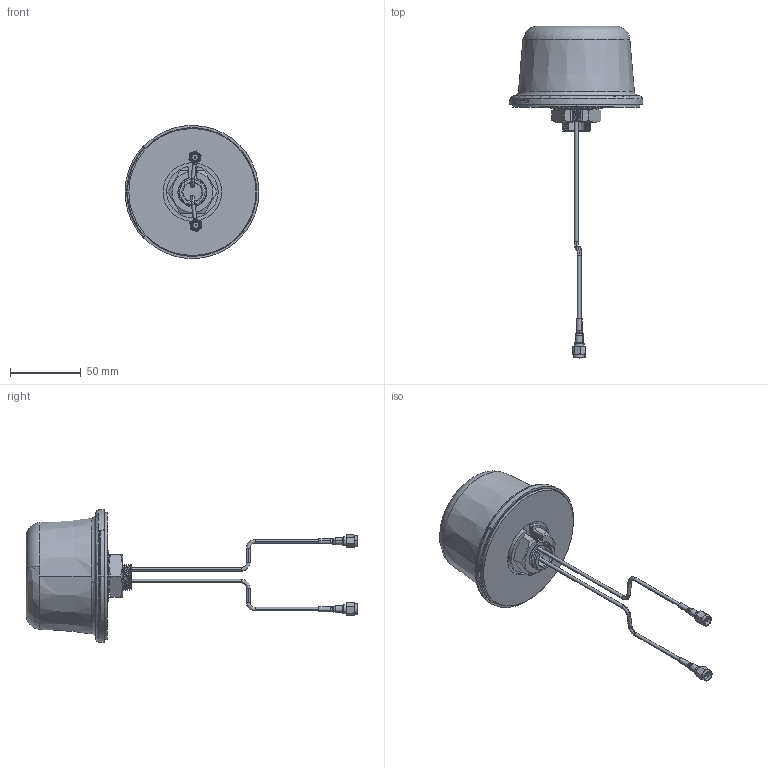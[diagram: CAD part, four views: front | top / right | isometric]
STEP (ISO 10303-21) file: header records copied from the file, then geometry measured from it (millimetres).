
FILE_DESCRIPTION (( 'STEP AP214' ), '1' );
FILE_NAME ('MA841.A.BI.002_Web.STEP', '2024-02-06T10:12:17', ( '' ), ( '' ), 'SwSTEP 2.0', 'SolidWorks 2022', '' );
FILE_SCHEMA (( 'AUTOMOTIVE_DESIGN' ));
Length unit declared in the file: millimetre
Products named in the file (1): MA841.A.BI.002_Web
Bounding box: 94.85 x 235.11 x 94.3 mm (x, y, z)
Surface area: 41058.8 mm2 (no closed solid volume)
Topology: 0 solids, 13 shells, 254 faces, 772 edges, 527 vertices
Faces by surface type: cylinder 84, plane 53, torus 47, cone 44, bspline 24, sphere 2
Entity records: 27935 total; most frequent: CARTESIAN_POINT 18865, ORIENTED_EDGE 1322, DIRECTION 1155, EDGE_CURVE 770, VERTEX_POINT 527, AXIS2_PLACEMENT_3D 501, B_SPLINE_CURVE_WITH_KNOTS 342, EDGE_LOOP 277
